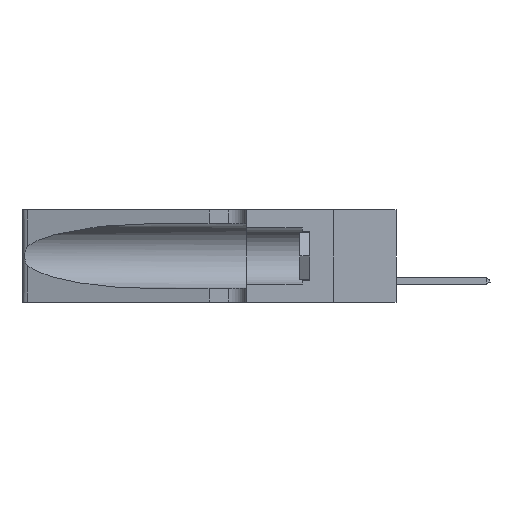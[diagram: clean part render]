
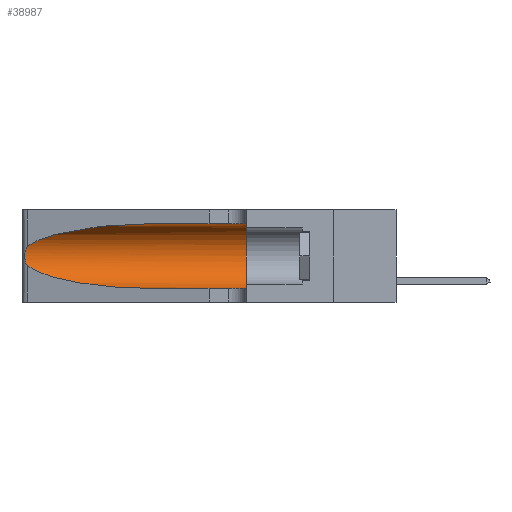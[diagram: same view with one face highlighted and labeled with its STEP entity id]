
A CAD part, left-side view. The second image highlights one B-rep face of the part: STEP entity #38987.
In plain terms, the highlighted cylindrical face has radius 3.308 mm (diameter 6.617 mm), a partial arc.
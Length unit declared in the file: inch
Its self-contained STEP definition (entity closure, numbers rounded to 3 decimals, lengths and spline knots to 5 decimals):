
#328 = CIRCLE ( 'NONE', #45701, 0.13025 ) ;
#584 = CARTESIAN_POINT ( 'NONE',  ( 0.18966, 0.96281, 0.05475 ) ) ;
#1010 = EDGE_CURVE ( 'NONE', #5764, #24672, #7952, .T. ) ;
#1390 = CARTESIAN_POINT ( 'NONE',  ( 0.25856, 1.23593, 0.16098 ) ) ;
#1738 = CARTESIAN_POINT ( 'NONE',  ( 0.25789, 1.23486, 0.15765 ) ) ;
#1767 = CARTESIAN_POINT ( 'NONE',  ( 0.1305, 0.35, 0.31525 ) ) ;
#2316 = DIRECTION ( 'NONE',  ( 0., 0., 1. ) ) ;
#2552 = CARTESIAN_POINT ( 'NONE',  ( 0.25487, 1.22718, 0.22369 ) ) ;
#5475 = CARTESIAN_POINT ( 'NONE',  ( 0.25854, 1.2359, 0.20912 ) ) ;
#5650 = CARTESIAN_POINT ( 'NONE',  ( 0.26075, 1.23896, 0.19203 ) ) ;
#5764 = VERTEX_POINT ( 'NONE', #2552 ) ;
#6029 = CARTESIAN_POINT ( 'NONE',  ( 0.1305, 0.72297, 0.31525 ) ) ;
#6600 = DIRECTION ( 'NONE',  ( 0., 1., 0. ) ) ;
#7470 = ORIENTED_EDGE ( 'NONE', *, *, #16866, .F. ) ;
#7842 = CARTESIAN_POINT ( 'NONE',  ( 0.18966, 0.96281, 0.31525 ) ) ;
#7952 = B_SPLINE_CURVE_WITH_KNOTS ( 'NONE', 3,
 ( #44126, #39899, #9316, #16781, #5475, #24572, #5650, #9147, #12963, #1390, #1738, #43941, #28959, #40409 ),
 .UNSPECIFIED., .F., .F.,
 ( 4, 2, 2, 2, 2, 2, 4 ),
 ( 0., 0.00027, 0.00053, 0.00107, 0.0016, 0.00187, 0.00214 ),
 .UNSPECIFIED. ) ;
#8510 = CARTESIAN_POINT ( 'NONE',  ( 0.25487, 1.22718, 0.14631 ) ) ;
#8524 = CARTESIAN_POINT ( 'NONE',  ( 0.1305, 1.61858, 0.31525 ) ) ;
#8586 = EDGE_CURVE ( 'NONE', #24672, #12145, #15864, .T. ) ;
#9147 = CARTESIAN_POINT ( 'NONE',  ( 0.26075, 1.23896, 0.178 ) ) ;
#9316 = CARTESIAN_POINT ( 'NONE',  ( 0.25639, 1.23184, 0.21858 ) ) ;
#9353 = VERTEX_POINT ( 'NONE', #1767 ) ;
#9608 = VECTOR ( 'NONE', #27629, 39.37008 ) ;
#11373 = EDGE_CURVE ( 'NONE', #12145, #15574, #34206, .T. ) ;
#11733 = CARTESIAN_POINT ( 'NONE',  ( 0.2373, 1.15595, 0.08982 ) ) ;
#11983 = LINE ( 'NONE', #8524, #9608 ) ;
#12145 = VERTEX_POINT ( 'NONE', #37463 ) ;
#12963 = CARTESIAN_POINT ( 'NONE',  ( 0.26017, 1.23833, 0.17102 ) ) ;
#13001 = FACE_OUTER_BOUND ( 'NONE', #36169, .T. ) ;
#13056 = ORIENTED_EDGE ( 'NONE', *, *, #1010, .T. ) ;
#13454 = CARTESIAN_POINT ( 'NONE',  ( 0.1305, 0.72297, 0.31525 ) ) ;
#15574 = VERTEX_POINT ( 'NONE', #17507 ) ;
#15864 =( BOUNDED_CURVE ( )  B_SPLINE_CURVE ( 3, ( #8510, #11733, #584, #28109 ),
 .UNSPECIFIED., .F., .F. ) 
 B_SPLINE_CURVE_WITH_KNOTS ( ( 4, 4 ),
 ( 3.44316, 4.71239 ),
 .UNSPECIFIED. ) 
 CURVE ( )  GEOMETRIC_REPRESENTATION_ITEM ( )  RATIONAL_B_SPLINE_CURVE ( ( 1., 0.87, 0.87, 1. ) ) 
 REPRESENTATION_ITEM ( '' )  );
#16781 = CARTESIAN_POINT ( 'NONE',  ( 0.25787, 1.23484, 0.2124 ) ) ;
#16866 = EDGE_CURVE ( 'NONE', #9353, #15574, #328, .T. ) ;
#17507 = CARTESIAN_POINT ( 'NONE',  ( 0.1305, 0.35, 0.05475 ) ) ;
#18979 =( BOUNDED_CURVE ( )  B_SPLINE_CURVE ( 3, ( #6029, #7842, #26120, #41387 ),
 .UNSPECIFIED., .F., .T. ) 
 B_SPLINE_CURVE_WITH_KNOTS ( ( 4, 4 ),
 ( 1.5708, 2.84003 ),
 .UNSPECIFIED. ) 
 CURVE ( )  GEOMETRIC_REPRESENTATION_ITEM ( )  RATIONAL_B_SPLINE_CURVE ( ( 1., 0.87, 0.87, 1. ) ) 
 REPRESENTATION_ITEM ( '' )  );
#19692 = ORIENTED_EDGE ( 'NONE', *, *, #29468, .F. ) ;
#22781 = CYLINDRICAL_SURFACE ( 'NONE', #47148, 0.13025 ) ;
#22998 = DIRECTION ( 'NONE',  ( 0., -1., 0. ) ) ;
#24572 = CARTESIAN_POINT ( 'NONE',  ( 0.26018, 1.23835, 0.19895 ) ) ;
#24672 = VERTEX_POINT ( 'NONE', #45161 ) ;
#26120 = CARTESIAN_POINT ( 'NONE',  ( 0.2373, 1.15595, 0.28018 ) ) ;
#26573 = DIRECTION ( 'NONE',  ( 0., -1., 0. ) ) ;
#27449 = ORIENTED_EDGE ( 'NONE', *, *, #8586, .T. ) ;
#27629 = DIRECTION ( 'NONE',  ( 0., -1., 0. ) ) ;
#28109 = CARTESIAN_POINT ( 'NONE',  ( 0.1305, 0.72297, 0.05475 ) ) ;
#28142 = VERTEX_POINT ( 'NONE', #13454 ) ;
#28959 = CARTESIAN_POINT ( 'NONE',  ( 0.25555, 1.22993, 0.14849 ) ) ;
#29468 = EDGE_CURVE ( 'NONE', #28142, #9353, #11983, .T. ) ;
#29612 = CARTESIAN_POINT ( 'NONE',  ( 0.1305, 0.35, 0.185 ) ) ;
#32362 = ORIENTED_EDGE ( 'NONE', *, *, #11373, .T. ) ;
#34184 = CARTESIAN_POINT ( 'NONE',  ( 0.1305, 1.61858, 0.185 ) ) ;
#34206 = LINE ( 'NONE', #48995, #45049 ) ;
#34464 = EDGE_CURVE ( 'NONE', #28142, #5764, #18979, .T. ) ;
#36169 = EDGE_LOOP ( 'NONE', ( #36837, #13056, #27449, #32362, #7470, #19692 ) ) ;
#36837 = ORIENTED_EDGE ( 'NONE', *, *, #34464, .T. ) ;
#37463 = CARTESIAN_POINT ( 'NONE',  ( 0.1305, 0.72297, 0.05475 ) ) ;
#38987 = ADVANCED_FACE ( 'NONE', ( #13001 ), #22781, .F. ) ;
#39899 = CARTESIAN_POINT ( 'NONE',  ( 0.25555, 1.22994, 0.2215 ) ) ;
#40409 = CARTESIAN_POINT ( 'NONE',  ( 0.25487, 1.22718, 0.14631 ) ) ;
#41387 = CARTESIAN_POINT ( 'NONE',  ( 0.25487, 1.22718, 0.22369 ) ) ;
#43941 = CARTESIAN_POINT ( 'NONE',  ( 0.25639, 1.23186, 0.15144 ) ) ;
#44126 = CARTESIAN_POINT ( 'NONE',  ( 0.25487, 1.22718, 0.22369 ) ) ;
#45049 = VECTOR ( 'NONE', #22998, 39.37008 ) ;
#45161 = CARTESIAN_POINT ( 'NONE',  ( 0.25487, 1.22718, 0.14631 ) ) ;
#45504 = DIRECTION ( 'NONE',  ( 0., 0., -1. ) ) ;
#45701 = AXIS2_PLACEMENT_3D ( 'NONE', #29612, #6600, #2316 ) ;
#47148 = AXIS2_PLACEMENT_3D ( 'NONE', #34184, #26573, #45504 ) ;
#48995 = CARTESIAN_POINT ( 'NONE',  ( 0.1305, 1.61858, 0.05475 ) ) ;
